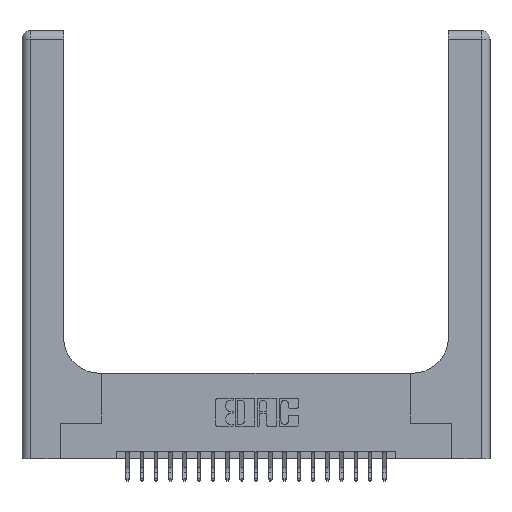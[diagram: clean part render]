
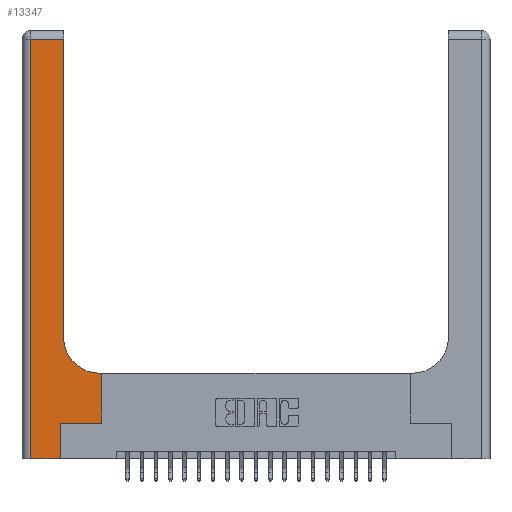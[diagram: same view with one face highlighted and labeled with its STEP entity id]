
A CAD part, top view. The second image highlights one B-rep face of the part: STEP entity #13347.
In plain terms, the highlighted planar face has unit normal (0, 0, 1).
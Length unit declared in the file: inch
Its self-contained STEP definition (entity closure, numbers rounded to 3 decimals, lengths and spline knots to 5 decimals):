
#352 = DIRECTION ( 'NONE',  ( 0., 0., -1. ) ) ;
#385 = VERTEX_POINT ( 'NONE', #2208 ) ;
#665 = VERTEX_POINT ( 'NONE', #6710 ) ;
#738 = DIRECTION ( 'NONE',  ( 0., -1., 0. ) ) ;
#2021 = ORIENTED_EDGE ( 'NONE', *, *, #15409, .T. ) ;
#2038 = EDGE_CURVE ( 'NONE', #385, #4989, #7873, .T. ) ;
#2208 = CARTESIAN_POINT ( 'NONE',  ( 0.2915, 0.85, 0.37 ) ) ;
#2371 = CARTESIAN_POINT ( 'NONE',  ( 0.5585, 0.25, 0.37 ) ) ;
#2911 = AXIS2_PLACEMENT_3D ( 'NONE', #10276, #10209, #17663 ) ;
#2934 = CARTESIAN_POINT ( 'NONE',  ( 0., 0., 0.37 ) ) ;
#3070 = DIRECTION ( 'NONE',  ( -1., 0., 0. ) ) ;
#3344 = EDGE_CURVE ( 'NONE', #4826, #7782, #5544, .T. ) ;
#3500 = ORIENTED_EDGE ( 'NONE', *, *, #8646, .T. ) ;
#3929 = EDGE_LOOP ( 'NONE', ( #17671, #16411, #7173, #12738, #2021, #3500, #14128, #16530, #14332 ) ) ;
#4826 = VERTEX_POINT ( 'NONE', #19152 ) ;
#4989 = VERTEX_POINT ( 'NONE', #5332 ) ;
#5310 = CIRCLE ( 'NONE', #2911, 0.25 ) ;
#5332 = CARTESIAN_POINT ( 'NONE',  ( 0.2915, 2.94, 0.37 ) ) ;
#5544 = LINE ( 'NONE', #7213, #14885 ) ;
#6362 = CARTESIAN_POINT ( 'NONE',  ( 0.06, 3., 0.37 ) ) ;
#6653 = EDGE_CURVE ( 'NONE', #665, #4826, #15451, .T. ) ;
#6710 = CARTESIAN_POINT ( 'NONE',  ( 0.5585, 0.25, 0.37 ) ) ;
#7173 = ORIENTED_EDGE ( 'NONE', *, *, #16594, .T. ) ;
#7213 = CARTESIAN_POINT ( 'NONE',  ( 0.2915, 0.6, 0.37 ) ) ;
#7782 = VERTEX_POINT ( 'NONE', #13837 ) ;
#7873 = LINE ( 'NONE', #12756, #11855 ) ;
#8475 = EDGE_CURVE ( 'NONE', #20861, #10381, #20154, .T. ) ;
#8638 = CARTESIAN_POINT ( 'NONE',  ( 0.06, 2.94, 0.37 ) ) ;
#8646 = EDGE_CURVE ( 'NONE', #11280, #665, #13397, .T. ) ;
#9083 = LINE ( 'NONE', #10148, #16407 ) ;
#9157 = VECTOR ( 'NONE', #23010, 39.37008 ) ;
#9308 = DIRECTION ( 'NONE',  ( -1., 0., 0. ) ) ;
#9550 = CARTESIAN_POINT ( 'NONE',  ( 0., 3., 0.37 ) ) ;
#9886 = EDGE_CURVE ( 'NONE', #4989, #18773, #9083, .T. ) ;
#10148 = CARTESIAN_POINT ( 'NONE',  ( 0., 2.94, 0.37 ) ) ;
#10209 = DIRECTION ( 'NONE',  ( 0., 0., -1. ) ) ;
#10276 = CARTESIAN_POINT ( 'NONE',  ( 0.5415, 0.85, 0.37 ) ) ;
#10381 = VERTEX_POINT ( 'NONE', #23338 ) ;
#10721 = PLANE ( 'NONE',  #21056 ) ;
#11280 = VERTEX_POINT ( 'NONE', #20882 ) ;
#11565 = LINE ( 'NONE', #22519, #22010 ) ;
#11855 = VECTOR ( 'NONE', #15587, 39.37008 ) ;
#12738 = ORIENTED_EDGE ( 'NONE', *, *, #8475, .T. ) ;
#12756 = CARTESIAN_POINT ( 'NONE',  ( 0.2915, 3., 0.37 ) ) ;
#13019 = DIRECTION ( 'NONE',  ( 1., 0., 0. ) ) ;
#13122 = VECTOR ( 'NONE', #13019, 39.37008 ) ;
#13347 = ADVANCED_FACE ( 'NONE', ( #21818 ), #10721, .F. ) ;
#13397 = LINE ( 'NONE', #20313, #13122 ) ;
#13837 = CARTESIAN_POINT ( 'NONE',  ( 0.5415, 0.6, 0.37 ) ) ;
#14128 = ORIENTED_EDGE ( 'NONE', *, *, #6653, .T. ) ;
#14332 = ORIENTED_EDGE ( 'NONE', *, *, #15472, .T. ) ;
#14404 = DIRECTION ( 'NONE',  ( -1., 0., 0. ) ) ;
#14862 = DIRECTION ( 'NONE',  ( 0., 1., 0. ) ) ;
#14885 = VECTOR ( 'NONE', #14404, 39.37008 ) ;
#15409 = EDGE_CURVE ( 'NONE', #10381, #11280, #11565, .T. ) ;
#15419 = DIRECTION ( 'NONE',  ( 0., 1., 0. ) ) ;
#15451 = LINE ( 'NONE', #2371, #19674 ) ;
#15472 = EDGE_CURVE ( 'NONE', #7782, #385, #5310, .T. ) ;
#15587 = DIRECTION ( 'NONE',  ( 0., 1., 0. ) ) ;
#16407 = VECTOR ( 'NONE', #3070, 39.37008 ) ;
#16411 = ORIENTED_EDGE ( 'NONE', *, *, #9886, .T. ) ;
#16530 = ORIENTED_EDGE ( 'NONE', *, *, #3344, .T. ) ;
#16594 = EDGE_CURVE ( 'NONE', #18773, #20861, #19683, .T. ) ;
#17140 = VECTOR ( 'NONE', #738, 39.37008 ) ;
#17663 = DIRECTION ( 'NONE',  ( 1., 0., 0. ) ) ;
#17671 = ORIENTED_EDGE ( 'NONE', *, *, #2038, .T. ) ;
#18453 = CARTESIAN_POINT ( 'NONE',  ( 0.06, 0., 0.37 ) ) ;
#18773 = VERTEX_POINT ( 'NONE', #8638 ) ;
#19152 = CARTESIAN_POINT ( 'NONE',  ( 0.5585, 0.6, 0.37 ) ) ;
#19674 = VECTOR ( 'NONE', #14862, 39.37008 ) ;
#19683 = LINE ( 'NONE', #6362, #17140 ) ;
#20154 = LINE ( 'NONE', #2934, #9157 ) ;
#20313 = CARTESIAN_POINT ( 'NONE',  ( 0.269, 0.25, 0.37 ) ) ;
#20861 = VERTEX_POINT ( 'NONE', #18453 ) ;
#20882 = CARTESIAN_POINT ( 'NONE',  ( 0.269, 0.25, 0.37 ) ) ;
#21056 = AXIS2_PLACEMENT_3D ( 'NONE', #9550, #352, #9308 ) ;
#21818 = FACE_OUTER_BOUND ( 'NONE', #3929, .T. ) ;
#22010 = VECTOR ( 'NONE', #15419, 39.37008 ) ;
#22519 = CARTESIAN_POINT ( 'NONE',  ( 0.269, 0., 0.37 ) ) ;
#23010 = DIRECTION ( 'NONE',  ( 1., 0., 0. ) ) ;
#23338 = CARTESIAN_POINT ( 'NONE',  ( 0.269, 0., 0.37 ) ) ;
